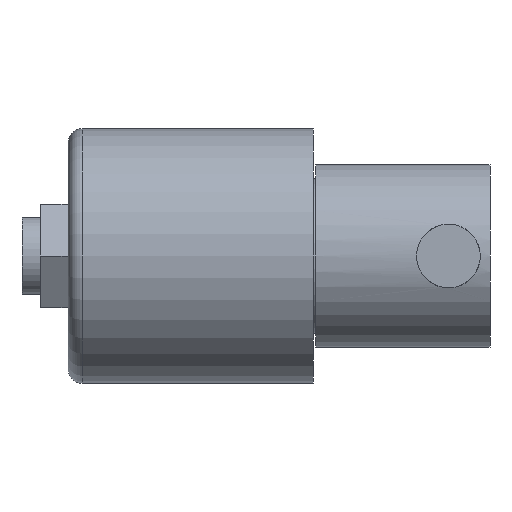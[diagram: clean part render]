
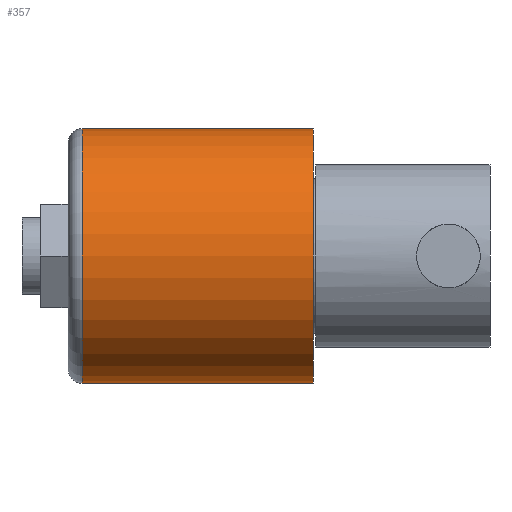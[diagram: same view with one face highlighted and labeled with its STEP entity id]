
A CAD part, left-side view. The second image highlights one B-rep face of the part: STEP entity #357.
In plain terms, the highlighted cylindrical face has radius 21 mm (diameter 42 mm), a partial arc.
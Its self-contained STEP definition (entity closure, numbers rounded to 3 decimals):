
#37 = VERTEX_POINT ( 'NONE', #1078 ) ;
#102 = DIRECTION ( 'NONE',  ( 0., -1., 0. ) ) ;
#112 = VECTOR ( 'NONE', #806, 1000. ) ;
#148 = LINE ( 'NONE', #404, #974 ) ;
#193 = CIRCLE ( 'NONE', #1267, 21. ) ;
#199 = EDGE_CURVE ( 'NONE', #1279, #1395, #193, .T. ) ;
#318 = CARTESIAN_POINT ( 'NONE',  ( 0., 45.66, -21. ) ) ;
#357 = ADVANCED_FACE ( 'NONE', ( #1403 ), #1283, .T. ) ;
#390 = ORIENTED_EDGE ( 'NONE', *, *, #199, .T. ) ;
#404 = CARTESIAN_POINT ( 'NONE',  ( 0., 47.96, 21. ) ) ;
#478 = AXIS2_PLACEMENT_3D ( 'NONE', #677, #1528, #913 ) ;
#499 = CARTESIAN_POINT ( 'NONE',  ( 0., 7.56, 0. ) ) ;
#544 = EDGE_LOOP ( 'NONE', ( #1241, #1406, #678, #390 ) ) ;
#602 = CARTESIAN_POINT ( 'NONE',  ( 0., 45.66, 0. ) ) ;
#677 = CARTESIAN_POINT ( 'NONE',  ( 0., 47.96, 0. ) ) ;
#678 = ORIENTED_EDGE ( 'NONE', *, *, #1199, .T. ) ;
#741 = VERTEX_POINT ( 'NONE', #318 ) ;
#782 = DIRECTION ( 'NONE',  ( 0., -1., 0. ) ) ;
#806 = DIRECTION ( 'NONE',  ( 0., -1., 0. ) ) ;
#913 = DIRECTION ( 'NONE',  ( 0., 0., -1. ) ) ;
#944 = CARTESIAN_POINT ( 'NONE',  ( 0., 47.96, -21. ) ) ;
#955 = EDGE_CURVE ( 'NONE', #37, #1395, #148, .T. ) ;
#974 = VECTOR ( 'NONE', #782, 1000. ) ;
#1078 = CARTESIAN_POINT ( 'NONE',  ( 0., 45.66, 21. ) ) ;
#1112 = CIRCLE ( 'NONE', #1231, 21. ) ;
#1156 = LINE ( 'NONE', #944, #112 ) ;
#1199 = EDGE_CURVE ( 'NONE', #741, #1279, #1156, .T. ) ;
#1202 = CARTESIAN_POINT ( 'NONE',  ( 0., 7.56, 21. ) ) ;
#1231 = AXIS2_PLACEMENT_3D ( 'NONE', #602, #102, #1561 ) ;
#1241 = ORIENTED_EDGE ( 'NONE', *, *, #955, .F. ) ;
#1267 = AXIS2_PLACEMENT_3D ( 'NONE', #499, #1480, #1489 ) ;
#1279 = VERTEX_POINT ( 'NONE', #1281 ) ;
#1281 = CARTESIAN_POINT ( 'NONE',  ( 0., 7.56, -21. ) ) ;
#1283 = CYLINDRICAL_SURFACE ( 'NONE', #478, 21. ) ;
#1330 = EDGE_CURVE ( 'NONE', #37, #741, #1112, .T. ) ;
#1395 = VERTEX_POINT ( 'NONE', #1202 ) ;
#1403 = FACE_OUTER_BOUND ( 'NONE', #544, .T. ) ;
#1406 = ORIENTED_EDGE ( 'NONE', *, *, #1330, .T. ) ;
#1480 = DIRECTION ( 'NONE',  ( 0., 1., 0. ) ) ;
#1489 = DIRECTION ( 'NONE',  ( 0., 0., 1. ) ) ;
#1528 = DIRECTION ( 'NONE',  ( 0., -1., 0. ) ) ;
#1561 = DIRECTION ( 'NONE',  ( 0., 0., 1. ) ) ;
